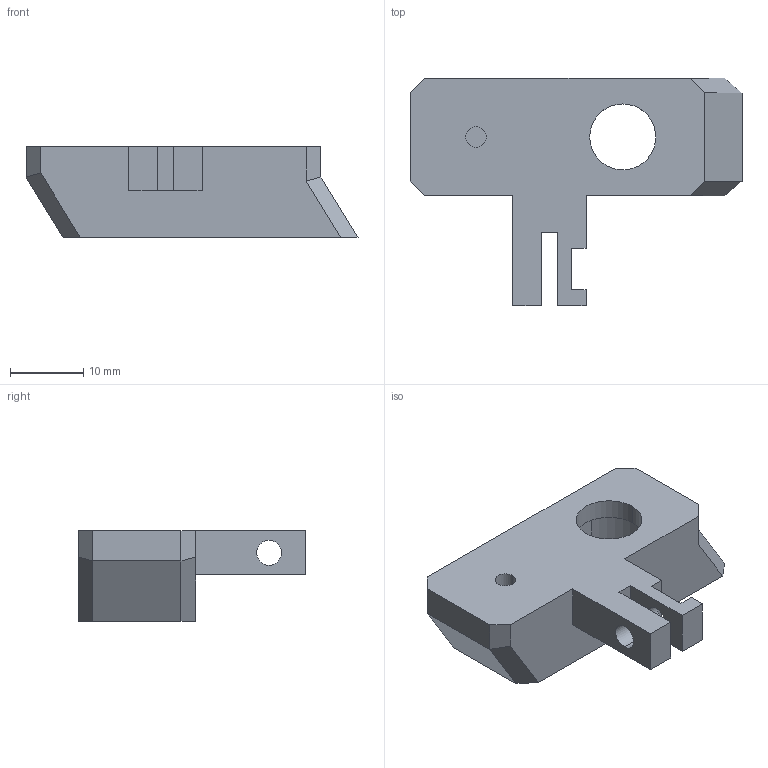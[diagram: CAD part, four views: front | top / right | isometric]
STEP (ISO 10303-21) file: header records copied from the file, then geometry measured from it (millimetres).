
FILE_DESCRIPTION (( 'STEP AP214' ), '1' );
FILE_NAME ('Mini Gripper body up (3D).STEP', '2022-02-11T13:19:02', ( '' ), ( '' ), 'SwSTEP 2.0', 'SolidWorks 2016', '' );
FILE_SCHEMA (( 'AUTOMOTIVE_DESIGN' ));
Length unit declared in the file: millimetre
Products named in the file (2): Mini Gripper body up (3D)
Bounding box: 45.25 x 31 x 12.34 mm (x, y, z)
Volume: 5791.5 mm3; surface area: 3850.3 mm2
Topology: 1 solids, 1 shells, 49 faces, 131 edges, 86 vertices
Faces by surface type: plane 38, cylinder 11
Entity records: 1576 total; most frequent: CARTESIAN_POINT 268, ORIENTED_EDGE 262, DIRECTION 255, EDGE_CURVE 131, VECTOR 109, LINE 109, VERTEX_POINT 86, AXIS2_PLACEMENT_3D 73
